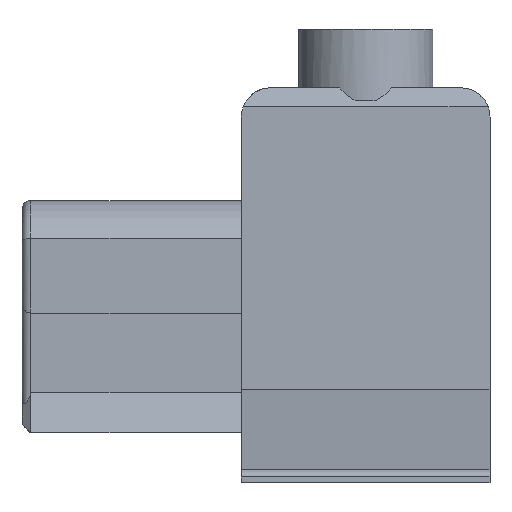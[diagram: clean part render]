
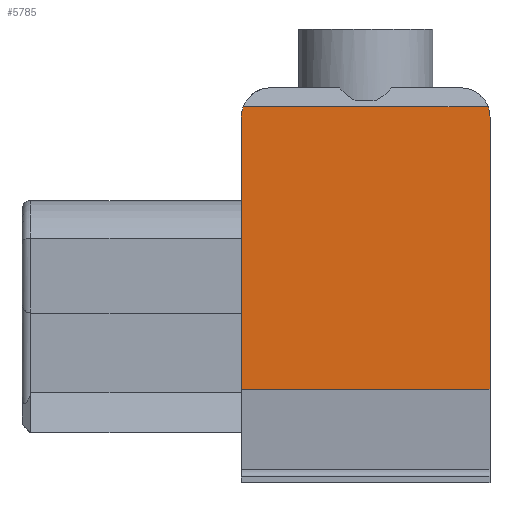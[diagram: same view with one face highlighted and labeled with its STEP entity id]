
A CAD part, left-side view. The second image highlights one B-rep face of the part: STEP entity #5785.
In plain terms, the highlighted planar face has unit normal (-1, 0, 0).
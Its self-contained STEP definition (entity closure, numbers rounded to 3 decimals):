
#199=CIRCLE('',#6084,1.);
#200=CIRCLE('',#6085,1.);
#568=ORIENTED_EDGE('',*,*,#1558,.F.);
#569=ORIENTED_EDGE('',*,*,#1787,.T.);
#570=ORIENTED_EDGE('',*,*,#1611,.T.);
#571=ORIENTED_EDGE('',*,*,#1788,.T.);
#572=ORIENTED_EDGE('',*,*,#1789,.F.);
#573=ORIENTED_EDGE('',*,*,#1790,.T.);
#1558=EDGE_CURVE('',#2178,#2179,#2575,.T.);
#1611=EDGE_CURVE('',#2232,#2231,#2620,.T.);
#1787=EDGE_CURVE('',#2178,#2232,#2753,.T.);
#1788=EDGE_CURVE('',#2231,#2384,#199,.T.);
#1789=EDGE_CURVE('',#2385,#2384,#2754,.T.);
#1790=EDGE_CURVE('',#2385,#2179,#200,.T.);
#2178=VERTEX_POINT('',#7738);
#2179=VERTEX_POINT('',#7740);
#2231=VERTEX_POINT('',#7845);
#2232=VERTEX_POINT('',#7847);
#2384=VERTEX_POINT('',#8207);
#2385=VERTEX_POINT('',#8209);
#2575=LINE('',#7739,#3034);
#2620=LINE('',#7846,#3079);
#2753=LINE('',#8205,#3212);
#2754=LINE('',#8208,#3213);
#3034=VECTOR('',#6458,1000.);
#3079=VECTOR('',#6521,1000.);
#3212=VECTOR('',#6802,1000.);
#3213=VECTOR('',#6805,1000.);
#3496=EDGE_LOOP('',(#568,#569,#570,#571,#572,#573));
#3748=FACE_BOUND('',#3496,.T.);
#3988=PLANE('',#6083);
#5785=ADVANCED_FACE('',(#3748),#3988,.T.);
#6083=AXIS2_PLACEMENT_3D('',#8204,#6800,#6801);
#6084=AXIS2_PLACEMENT_3D('',#8206,#6803,#6804);
#6085=AXIS2_PLACEMENT_3D('',#8210,#6806,#6807);
#6458=DIRECTION('',(0.,0.,1.));
#6521=DIRECTION('',(0.,0.,1.));
#6800=DIRECTION('',(-1.,0.,0.));
#6801=DIRECTION('',(0.,0.,1.));
#6802=DIRECTION('',(0.,-1.,0.));
#6803=DIRECTION('',(-1.,0.,0.));
#6804=DIRECTION('',(0.,0.,1.));
#6805=DIRECTION('',(0.,-1.,0.));
#6806=DIRECTION('',(-1.,0.,0.));
#6807=DIRECTION('',(0.,0.,1.));
#7738=CARTESIAN_POINT('',(-7.5,4.25,-3.));
#7739=CARTESIAN_POINT('',(-7.5,4.25,-6.2));
#7740=CARTESIAN_POINT('',(-7.5,4.25,6.3));
#7845=CARTESIAN_POINT('',(-7.5,-4.25,6.3));
#7846=CARTESIAN_POINT('',(-7.5,-4.25,-6.2));
#7847=CARTESIAN_POINT('',(-7.5,-4.25,-3.));
#8204=CARTESIAN_POINT('',(-7.5,-4.25,-6.2));
#8205=CARTESIAN_POINT('',(-7.5,19.09,-3.));
#8206=CARTESIAN_POINT('',(-7.5,-3.25,6.3));
#8207=CARTESIAN_POINT('',(-7.5,-4.187,6.65));
#8208=CARTESIAN_POINT('',(-7.5,4.25,6.65));
#8209=CARTESIAN_POINT('',(-7.5,4.187,6.65));
#8210=CARTESIAN_POINT('',(-7.5,3.25,6.3));
